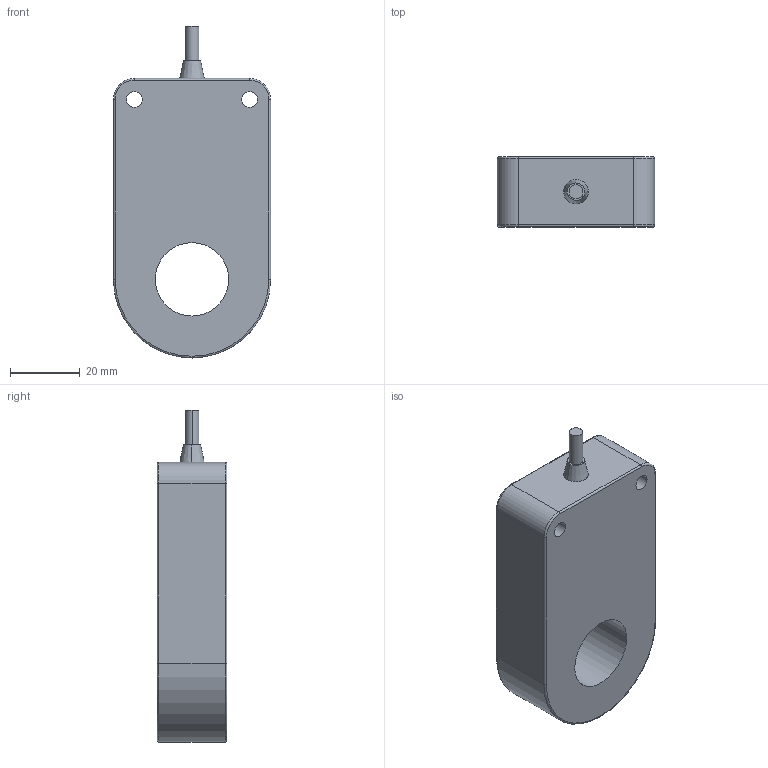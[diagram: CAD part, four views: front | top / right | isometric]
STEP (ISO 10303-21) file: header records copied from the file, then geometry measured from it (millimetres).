
FILE_DESCRIPTION((''),'2;1');
FILE_NAME('R21_D000060A','2006-01-03T',('Pepperl+Fuchs'),('Industriehansa'),'PRO/ENGINEER BY PARAMETRIC TECHNOLOGY CORPORATION, 2005290','PRO/ENGINEER BY PARAMETRIC TECHNOLOGY CORPORATION, 2005290','');
FILE_SCHEMA(('AUTOMOTIVE_DESIGN_CC2 { 1 2 10303 214 -1 1 5 2 }'));
Length unit declared in the file: millimetre
Products named in the file (1): R21_D000060A
Bounding box: 45 x 20 x 95 mm (x, y, z)
Volume: 60026.1 mm3; surface area: 12479.8 mm2
Topology: 1 solids, 1 shells, 32 faces, 80 edges, 60 vertices
Faces by surface type: cylinder 17, plane 7, torus 6, bspline 2
Entity records: 1422 total; most frequent: CARTESIAN_POINT 279, DIRECTION 178, ORIENTED_EDGE 144, PRESENTATION_STYLE_ASSIGNMENT 85, STYLED_ITEM 82, CURVE_STYLE 81, EDGE_CURVE 72, AXIS2_PLACEMENT_3D 71
